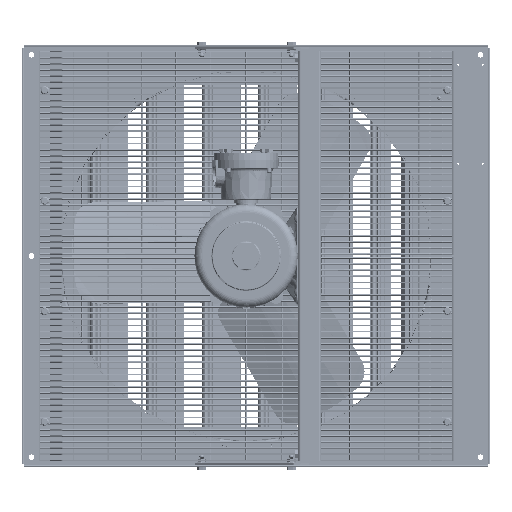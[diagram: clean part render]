
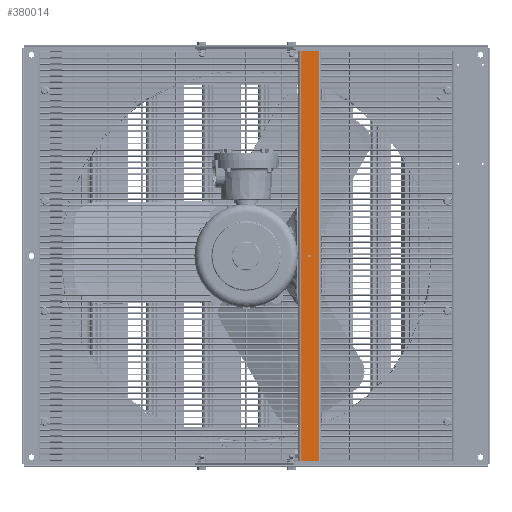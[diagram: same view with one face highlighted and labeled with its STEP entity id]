
A CAD part, left-side view. The second image highlights one B-rep face of the part: STEP entity #380014.
In plain terms, the highlighted planar face has unit normal (-1, 0, 0).
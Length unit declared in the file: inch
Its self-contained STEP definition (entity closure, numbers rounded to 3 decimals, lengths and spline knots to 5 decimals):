
#5967 = EDGE_LOOP ( 'NONE', ( #407592, #124397 ) ) ;
#12107 = DIRECTION ( 'NONE',  ( -1., 0., 0. ) ) ;
#17302 = CARTESIAN_POINT ( 'NONE',  ( -3.98656, -1.64273, 0.09419 ) ) ;
#17399 = DIRECTION ( 'NONE',  ( 0., -1., 0. ) ) ;
#22475 = EDGE_CURVE ( 'NONE', #69143, #24995, #310979, .T. ) ;
#23978 = CIRCLE ( 'NONE', #346039, 0.09375 ) ;
#24995 = VERTEX_POINT ( 'NONE', #185605 ) ;
#35868 = EDGE_CURVE ( 'NONE', #24995, #207183, #303077, .T. ) ;
#42382 = EDGE_CURVE ( 'NONE', #69143, #144222, #47035, .T. ) ;
#44781 = CARTESIAN_POINT ( 'NONE',  ( -3.98656, -0.89273, -13.73256 ) ) ;
#47035 = LINE ( 'NONE', #112302, #78603 ) ;
#67638 = VERTEX_POINT ( 'NONE', #316289 ) ;
#69143 = VERTEX_POINT ( 'NONE', #70995 ) ;
#70995 = CARTESIAN_POINT ( 'NONE',  ( -3.98656, -1.04273, 13.73344 ) ) ;
#78603 = VECTOR ( 'NONE', #366395, 39.37008 ) ;
#87639 = DIRECTION ( 'NONE',  ( 0., 0., -1. ) ) ;
#112302 = CARTESIAN_POINT ( 'NONE',  ( -3.98656, -0.89273, 13.73344 ) ) ;
#118822 = CARTESIAN_POINT ( 'NONE',  ( -3.98656, -2.24273, 13.73344 ) ) ;
#124397 = ORIENTED_EDGE ( 'NONE', *, *, #358964, .F. ) ;
#125610 = FACE_BOUND ( 'NONE', #5967, .T. ) ;
#144222 = VERTEX_POINT ( 'NONE', #118822 ) ;
#151093 = ORIENTED_EDGE ( 'NONE', *, *, #289432, .F. ) ;
#154676 = DIRECTION ( 'NONE',  ( -1., 0., 0. ) ) ;
#185605 = CARTESIAN_POINT ( 'NONE',  ( -3.98656, -1.04273, -13.73256 ) ) ;
#200182 = VECTOR ( 'NONE', #87639, 39.37008 ) ;
#203354 = CARTESIAN_POINT ( 'NONE',  ( -3.98656, -1.64273, 0.00044 ) ) ;
#205025 = VERTEX_POINT ( 'NONE', #17302 ) ;
#205132 = EDGE_LOOP ( 'NONE', ( #223334, #151093, #388177, #225248 ) ) ;
#207183 = VERTEX_POINT ( 'NONE', #379241 ) ;
#223334 = ORIENTED_EDGE ( 'NONE', *, *, #35868, .T. ) ;
#225248 = ORIENTED_EDGE ( 'NONE', *, *, #22475, .T. ) ;
#230966 = CIRCLE ( 'NONE', #351846, 0.09375 ) ;
#247280 = LINE ( 'NONE', #280787, #200182 ) ;
#253639 = FACE_OUTER_BOUND ( 'NONE', #205132, .T. ) ;
#280527 = CARTESIAN_POINT ( 'NONE',  ( -3.98656, -1.64273, 0.00044 ) ) ;
#280787 = CARTESIAN_POINT ( 'NONE',  ( -3.98656, -2.24273, 13.73344 ) ) ;
#284640 = DIRECTION ( 'NONE',  ( 0., 0., 1. ) ) ;
#289432 = EDGE_CURVE ( 'NONE', #144222, #207183, #247280, .T. ) ;
#294748 = EDGE_CURVE ( 'NONE', #205025, #67638, #23978, .T. ) ;
#295340 = CARTESIAN_POINT ( 'NONE',  ( -3.98656, -0.89273, 13.73344 ) ) ;
#303077 = LINE ( 'NONE', #44781, #382429 ) ;
#310979 = LINE ( 'NONE', #336363, #370912 ) ;
#316289 = CARTESIAN_POINT ( 'NONE',  ( -3.98656, -1.64273, -0.09331 ) ) ;
#326939 = DIRECTION ( 'NONE',  ( 1., 0., 0. ) ) ;
#336363 = CARTESIAN_POINT ( 'NONE',  ( -3.98656, -1.04273, 13.73344 ) ) ;
#346039 = AXIS2_PLACEMENT_3D ( 'NONE', #280527, #154676, #284640 ) ;
#351846 = AXIS2_PLACEMENT_3D ( 'NONE', #203354, #12107, #392548 ) ;
#353090 = AXIS2_PLACEMENT_3D ( 'NONE', #295340, #326939, #354390 ) ;
#354390 = DIRECTION ( 'NONE',  ( 0., 0., -1. ) ) ;
#358964 = EDGE_CURVE ( 'NONE', #67638, #205025, #230966, .T. ) ;
#366395 = DIRECTION ( 'NONE',  ( 0., -1., 0. ) ) ;
#370050 = DIRECTION ( 'NONE',  ( 0., 0., -1. ) ) ;
#370912 = VECTOR ( 'NONE', #370050, 39.37008 ) ;
#379241 = CARTESIAN_POINT ( 'NONE',  ( -3.98656, -2.24273, -13.73256 ) ) ;
#380014 = ADVANCED_FACE ( 'NONE', ( #125610, #253639 ), #381779, .F. ) ;
#381779 = PLANE ( 'NONE',  #353090 ) ;
#382429 = VECTOR ( 'NONE', #17399, 39.37008 ) ;
#388177 = ORIENTED_EDGE ( 'NONE', *, *, #42382, .F. ) ;
#392548 = DIRECTION ( 'NONE',  ( 0., 0., 1. ) ) ;
#407592 = ORIENTED_EDGE ( 'NONE', *, *, #294748, .F. ) ;
